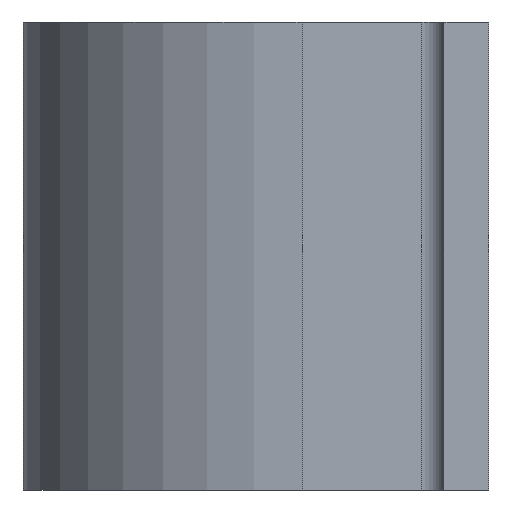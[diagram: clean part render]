
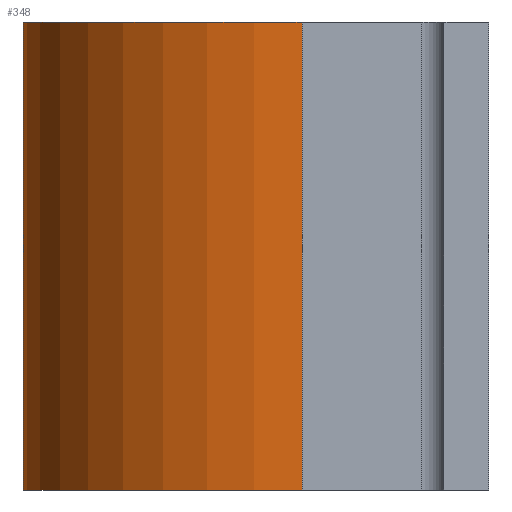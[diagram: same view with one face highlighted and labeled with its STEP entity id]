
A CAD part, left-side view. The second image highlights one B-rep face of the part: STEP entity #348.
In plain terms, the highlighted cylindrical face has radius 9.461 mm (diameter 18.923 mm), a partial arc.
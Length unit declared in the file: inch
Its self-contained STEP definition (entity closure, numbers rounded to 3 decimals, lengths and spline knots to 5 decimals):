
#7 = EDGE_LOOP ( 'NONE', ( #541, #538, #498, #450 ) ) ;
#15 = EDGE_CURVE ( 'NONE', #291, #52, #212, .T. ) ;
#33 = CARTESIAN_POINT ( 'NONE',  ( 1.187, 0.2495, -0.3125 ) ) ;
#34 = DIRECTION ( 'NONE',  ( 0., 0., -1. ) ) ;
#36 = VERTEX_POINT ( 'NONE', #551 ) ;
#52 = VERTEX_POINT ( 'NONE', #157 ) ;
#65 = LINE ( 'NONE', #356, #73 ) ;
#73 = VECTOR ( 'NONE', #350, 39.37008 ) ;
#81 = DIRECTION ( 'NONE',  ( 1., 0., 0. ) ) ;
#96 = CARTESIAN_POINT ( 'NONE',  ( 1.5595, 0.2495, -0.3125 ) ) ;
#157 = CARTESIAN_POINT ( 'NONE',  ( 1.5595, 0.2495, 0.3125 ) ) ;
#186 = AXIS2_PLACEMENT_3D ( 'NONE', #33, #323, #81 ) ;
#212 = CIRCLE ( 'NONE', #309, 0.3725 ) ;
#216 = EDGE_CURVE ( 'NONE', #52, #467, #65, .T. ) ;
#252 = DIRECTION ( 'NONE',  ( 0., 0., -1. ) ) ;
#266 = DIRECTION ( 'NONE',  ( 0., 0., -1. ) ) ;
#289 = EDGE_CURVE ( 'NONE', #36, #467, #529, .T. ) ;
#291 = VERTEX_POINT ( 'NONE', #546 ) ;
#309 = AXIS2_PLACEMENT_3D ( 'NONE', #479, #252, #337 ) ;
#323 = DIRECTION ( 'NONE',  ( 0., 0., -1. ) ) ;
#327 = DIRECTION ( 'NONE',  ( -1., 0., 0. ) ) ;
#335 = EDGE_CURVE ( 'NONE', #291, #36, #540, .T. ) ;
#337 = DIRECTION ( 'NONE',  ( 1., 0., 0. ) ) ;
#348 = ADVANCED_FACE ( 'NONE', ( #358 ), #349, .T. ) ;
#349 = CYLINDRICAL_SURFACE ( 'NONE', #473, 0.3725 ) ;
#350 = DIRECTION ( 'NONE',  ( 0., 0., -1. ) ) ;
#356 = CARTESIAN_POINT ( 'NONE',  ( 1.5595, 0.2495, 0.3125 ) ) ;
#357 = VECTOR ( 'NONE', #266, 39.37008 ) ;
#358 = FACE_OUTER_BOUND ( 'NONE', #7, .T. ) ;
#361 = CARTESIAN_POINT ( 'NONE',  ( 1.187, 0.2495, 0.3125 ) ) ;
#450 = ORIENTED_EDGE ( 'NONE', *, *, #216, .T. ) ;
#467 = VERTEX_POINT ( 'NONE', #96 ) ;
#473 = AXIS2_PLACEMENT_3D ( 'NONE', #361, #34, #327 ) ;
#479 = CARTESIAN_POINT ( 'NONE',  ( 1.187, 0.2495, 0.3125 ) ) ;
#498 = ORIENTED_EDGE ( 'NONE', *, *, #15, .T. ) ;
#529 = CIRCLE ( 'NONE', #186, 0.3725 ) ;
#538 = ORIENTED_EDGE ( 'NONE', *, *, #335, .F. ) ;
#540 = LINE ( 'NONE', #547, #357 ) ;
#541 = ORIENTED_EDGE ( 'NONE', *, *, #289, .F. ) ;
#546 = CARTESIAN_POINT ( 'NONE',  ( 0.8145, 0.2495, 0.3125 ) ) ;
#547 = CARTESIAN_POINT ( 'NONE',  ( 0.8145, 0.2495, 0.3125 ) ) ;
#551 = CARTESIAN_POINT ( 'NONE',  ( 0.8145, 0.2495, -0.3125 ) ) ;
